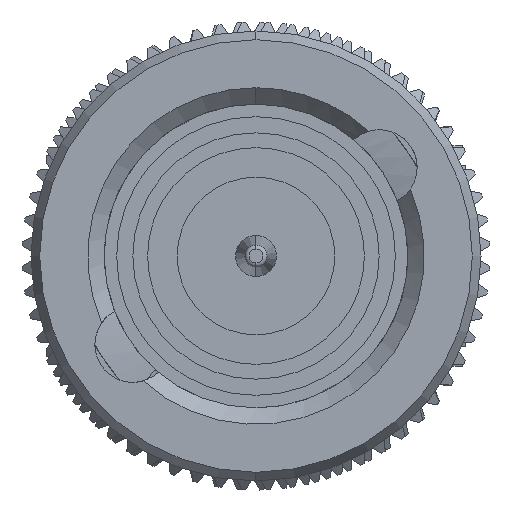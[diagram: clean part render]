
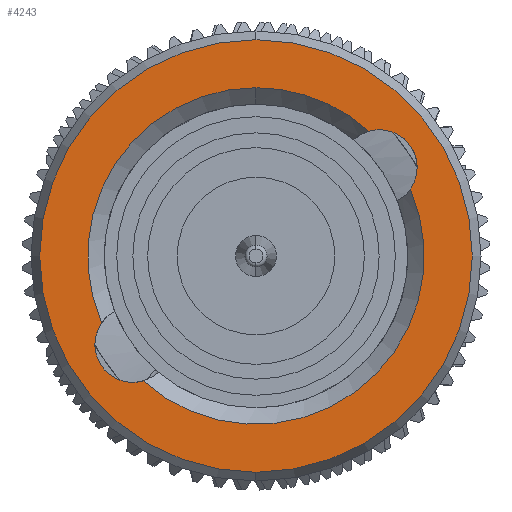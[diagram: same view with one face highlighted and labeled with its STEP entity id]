
A CAD part, left-side view. The second image highlights one B-rep face of the part: STEP entity #4243.
In plain terms, the highlighted planar face has unit normal (-1, 0, 0).
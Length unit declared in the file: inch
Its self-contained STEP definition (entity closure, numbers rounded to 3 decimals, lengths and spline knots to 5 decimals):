
#205 = VERTEX_POINT ( 'NONE', #8357 ) ;
#318 = EDGE_CURVE ( 'NONE', #14641, #17743, #13601, .T. ) ;
#725 = EDGE_LOOP ( 'NONE', ( #11457, #8277, #12349, #13089, #14631, #1803 ) ) ;
#847 = EDGE_CURVE ( 'NONE', #12495, #12420, #1204, .T. ) ;
#1141 = DIRECTION ( 'NONE',  ( 1., 0., 0. ) ) ;
#1188 = FACE_OUTER_BOUND ( 'NONE', #5969, .T. ) ;
#1204 = CIRCLE ( 'NONE', #3260, 0.046 ) ;
#1396 = ORIENTED_EDGE ( 'NONE', *, *, #21231, .T. ) ;
#1493 = CARTESIAN_POINT ( 'NONE',  ( 0.33873, 0.15026, -0.10782 ) ) ;
#1803 = ORIENTED_EDGE ( 'NONE', *, *, #5295, .T. ) ;
#1931 = CARTESIAN_POINT ( 'NONE',  ( 0.33873, 0., -0.26339 ) ) ;
#3233 = DIRECTION ( 'NONE',  ( 1., 0., 0. ) ) ;
#3260 = AXIS2_PLACEMENT_3D ( 'NONE', #1493, #19709, #11504 ) ;
#3332 = DIRECTION ( 'NONE',  ( 0., 0., -1. ) ) ;
#4243 = ADVANCED_FACE ( 'NONE', ( #1188, #17473 ), #7768, .F. ) ;
#4334 = CIRCLE ( 'NONE', #16394, 0.20494 ) ;
#4415 = DIRECTION ( 'NONE',  ( 0., 0., 1. ) ) ;
#5101 = EDGE_CURVE ( 'NONE', #7111, #14641, #16427, .T. ) ;
#5295 = EDGE_CURVE ( 'NONE', #7111, #12420, #7865, .T. ) ;
#5754 = DIRECTION ( 'NONE',  ( 0., 0., -1. ) ) ;
#5861 = CIRCLE ( 'NONE', #7248, 0.26339 ) ;
#5969 = EDGE_LOOP ( 'NONE', ( #13117, #1396 ) ) ;
#6144 = DIRECTION ( 'NONE',  ( 1., 0., 0. ) ) ;
#6780 = DIRECTION ( 'NONE',  ( 1., 0., 0. ) ) ;
#6806 = DIRECTION ( 'NONE',  ( -1., 0., 0. ) ) ;
#6810 = AXIS2_PLACEMENT_3D ( 'NONE', #19313, #12517, #4415 ) ;
#7020 = CARTESIAN_POINT ( 'NONE',  ( 0.33873, -0.15026, 0.10782 ) ) ;
#7111 = VERTEX_POINT ( 'NONE', #14361 ) ;
#7248 = AXIS2_PLACEMENT_3D ( 'NONE', #14354, #9269, #19190 ) ;
#7344 = VERTEX_POINT ( 'NONE', #1931 ) ;
#7660 = CARTESIAN_POINT ( 'NONE',  ( 0.33873, 0., -0.26339 ) ) ;
#7721 = DIRECTION ( 'NONE',  ( 0., 0., -1. ) ) ;
#7768 = PLANE ( 'NONE',  #10752 ) ;
#7865 = CIRCLE ( 'NONE', #16463, 0.20494 ) ;
#8277 = ORIENTED_EDGE ( 'NONE', *, *, #9737, .T. ) ;
#8357 = CARTESIAN_POINT ( 'NONE',  ( 0.33873, 0., 0.26339 ) ) ;
#9066 = CARTESIAN_POINT ( 'NONE',  ( 0.33873, 0., 0.20494 ) ) ;
#9103 = EDGE_CURVE ( 'NONE', #19467, #17743, #4334, .T. ) ;
#9269 = DIRECTION ( 'NONE',  ( -1., 0., 0. ) ) ;
#9444 = EDGE_CURVE ( 'NONE', #7344, #205, #9520, .T. ) ;
#9520 = CIRCLE ( 'NONE', #6810, 0.26339 ) ;
#9737 = EDGE_CURVE ( 'NONE', #12495, #19467, #15400, .T. ) ;
#9921 = CARTESIAN_POINT ( 'NONE',  ( 0.33873, 0., 0. ) ) ;
#10090 = CARTESIAN_POINT ( 'NONE',  ( 0.33873, 0.13747, -0.152 ) ) ;
#10634 = CARTESIAN_POINT ( 'NONE',  ( 0.33873, 0.18802, -0.08154 ) ) ;
#10752 = AXIS2_PLACEMENT_3D ( 'NONE', #7660, #6144, #16072 ) ;
#11457 = ORIENTED_EDGE ( 'NONE', *, *, #847, .F. ) ;
#11504 = DIRECTION ( 'NONE',  ( 0., 0., 1. ) ) ;
#12349 = ORIENTED_EDGE ( 'NONE', *, *, #9103, .T. ) ;
#12420 = VERTEX_POINT ( 'NONE', #10090 ) ;
#12495 = VERTEX_POINT ( 'NONE', #10634 ) ;
#12517 = DIRECTION ( 'NONE',  ( -1., 0., 0. ) ) ;
#13089 = ORIENTED_EDGE ( 'NONE', *, *, #318, .F. ) ;
#13117 = ORIENTED_EDGE ( 'NONE', *, *, #9444, .T. ) ;
#13601 = CIRCLE ( 'NONE', #16331, 0.046 ) ;
#13730 = DIRECTION ( 'NONE',  ( 0., 0., -1. ) ) ;
#14354 = CARTESIAN_POINT ( 'NONE',  ( 0.33873, 0., 0. ) ) ;
#14361 = CARTESIAN_POINT ( 'NONE',  ( 0.33873, -0.18802, 0.08154 ) ) ;
#14451 = CARTESIAN_POINT ( 'NONE',  ( 0.33873, -0.15026, 0.15382 ) ) ;
#14631 = ORIENTED_EDGE ( 'NONE', *, *, #5101, .F. ) ;
#14641 = VERTEX_POINT ( 'NONE', #14451 ) ;
#15102 = CARTESIAN_POINT ( 'NONE',  ( 0.33873, 0., 0. ) ) ;
#15400 = CIRCLE ( 'NONE', #18833, 0.20494 ) ;
#16072 = DIRECTION ( 'NONE',  ( 0., 0., -1. ) ) ;
#16331 = AXIS2_PLACEMENT_3D ( 'NONE', #18700, #18807, #5754 ) ;
#16394 = AXIS2_PLACEMENT_3D ( 'NONE', #19040, #1141, #7721 ) ;
#16427 = CIRCLE ( 'NONE', #20225, 0.046 ) ;
#16463 = AXIS2_PLACEMENT_3D ( 'NONE', #15102, #6780, #3332 ) ;
#17473 = FACE_BOUND ( 'NONE', #725, .T. ) ;
#17743 = VERTEX_POINT ( 'NONE', #20323 ) ;
#18700 = CARTESIAN_POINT ( 'NONE',  ( 0.33873, -0.15026, 0.10782 ) ) ;
#18807 = DIRECTION ( 'NONE',  ( -1., 0., 0. ) ) ;
#18833 = AXIS2_PLACEMENT_3D ( 'NONE', #9921, #3233, #21158 ) ;
#19040 = CARTESIAN_POINT ( 'NONE',  ( 0.33873, 0., 0. ) ) ;
#19190 = DIRECTION ( 'NONE',  ( 0., 0., 1. ) ) ;
#19313 = CARTESIAN_POINT ( 'NONE',  ( 0.33873, 0., 0. ) ) ;
#19467 = VERTEX_POINT ( 'NONE', #9066 ) ;
#19709 = DIRECTION ( 'NONE',  ( -1., 0., 0. ) ) ;
#20225 = AXIS2_PLACEMENT_3D ( 'NONE', #7020, #6806, #13730 ) ;
#20323 = CARTESIAN_POINT ( 'NONE',  ( 0.33873, -0.13747, 0.152 ) ) ;
#21158 = DIRECTION ( 'NONE',  ( 0., 0., -1. ) ) ;
#21231 = EDGE_CURVE ( 'NONE', #205, #7344, #5861, .T. ) ;
